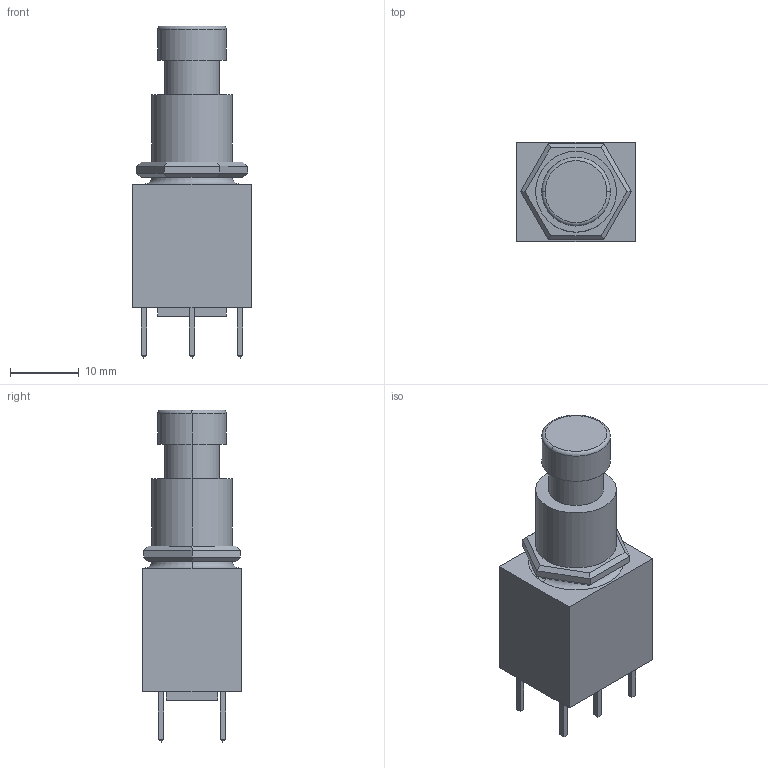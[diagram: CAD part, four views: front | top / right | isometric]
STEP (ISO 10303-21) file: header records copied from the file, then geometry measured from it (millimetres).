
FILE_DESCRIPTION (( 'STEP AP214' ), '1' );
FILE_NAME ('STOMP-SWITCH-DPDT.STEP', '2015-07-10T16:39:51', ( '' ), ( '' ), 'SwSTEP 2.0', 'SolidWorks 2014', '' );
FILE_SCHEMA (( 'AUTOMOTIVE_DESIGN' ));
Length unit declared in the file: millimetre
Products named in the file (1): STOMP-SWITCH-DPDT
Bounding box: 17.2 x 14.4 x 48.3 mm (x, y, z)
Volume: 6753.4 mm3; surface area: 2718.9 mm2
Topology: 1 solids, 1 shells, 92 faces, 190 edges, 112 vertices
Faces by surface type: plane 82, cylinder 6, torus 4
Entity records: 2378 total; most frequent: DIRECTION 398, CARTESIAN_POINT 395, ORIENTED_EDGE 380, EDGE_CURVE 190, VECTOR 168, LINE 168, AXIS2_PLACEMENT_3D 115, VERTEX_POINT 112
